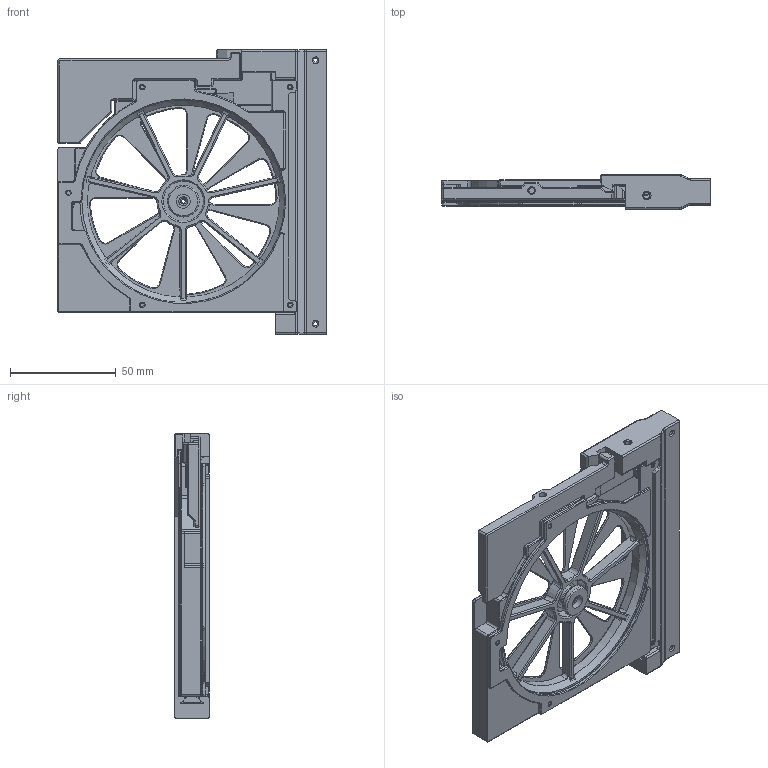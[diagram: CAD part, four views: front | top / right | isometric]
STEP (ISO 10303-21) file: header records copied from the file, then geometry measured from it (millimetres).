
FILE_DESCRIPTION(/* description */ (''),/* implementation_level */ '2;1');
FILE_NAME(/* name */ 'Buffer_Slide_Parts_v40.step',/* time_stamp */ '2023-09-24T21:26:57-04:00',/* author */ (''),/* organization */ (''),/* preprocessor_version */ 'ST-DEVELOPER v20',/* originating_system */ 'Autodesk Translation Framework v12.14.0.127',/* authorisation */ '');
FILE_SCHEMA (('AUTOMOTIVE_DESIGN { 1 0 10303 214 3 1 1 }'));
Length unit declared in the file: millimetre
Products named in the file (7): Buffer_Slide_E; Slide_1; Cover_1; Buffer_Nest_A; Buffer_Latch_A; Filament_Wheel_C; Bearing_Washer
Assembly tree (6 placements, depth 2):
  Buffer_Slide_E
    Slide_1
    Cover_1
    Buffer_Nest_A
    Buffer_Latch_A
    Filament_Wheel_C
    Bearing_Washer
Bounding box: 127 x 16.5 x 134.7 mm (x, y, z)
Volume: 68540.9 mm3; surface area: 64234.4 mm2
Topology: 6 solids, 6 shells, 1050 faces, 2642 edges, 1602 vertices
Faces by surface type: plane 389, cone 287, cylinder 232, bspline 126, torus 14, sphere 2
Full cylindrical faces by diameter (mm): 1.8 x11, 2 x2, 2.7 x1, 2.8 x1, 3 x3, 3.5 x1, 5 x1, 6 x1, 6.6 x1, 7 x1, 8 x1, 8.15 x1, 9.9 x2, 13 x1, 15 x1, 19.05 x1, 93.52 x1, 98 x2
Entity records: 34021 total; most frequent: CARTESIAN_POINT 9092, ORIENTED_EDGE 5274, DIRECTION 5058, EDGE_CURVE 2637, AXIS2_PLACEMENT_3D 1802, VERTEX_POINT 1602, LINE 1454, VECTOR 1454
